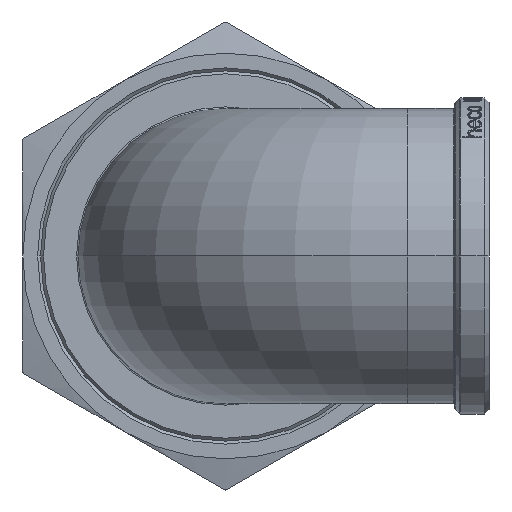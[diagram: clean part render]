
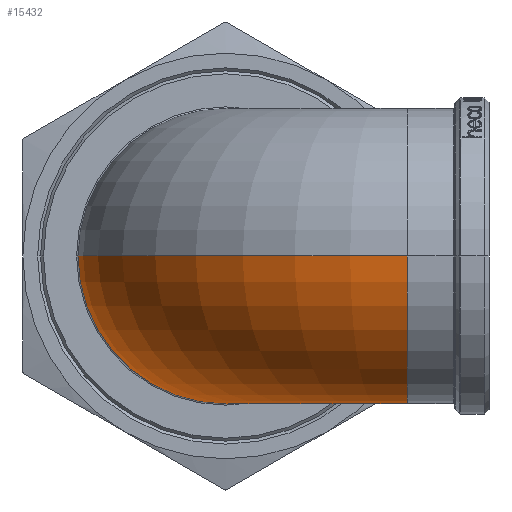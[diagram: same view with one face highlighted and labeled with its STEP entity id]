
A CAD part, left-side view. The second image highlights one B-rep face of the part: STEP entity #15432.
In plain terms, the highlighted toroidal (fillet/blend) face has major radius 34.5 mm and minor radius 28 mm.
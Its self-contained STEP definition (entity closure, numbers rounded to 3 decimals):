
#165 = ORIENTED_EDGE ( 'NONE', *, *, #17290, .F. ) ;
#302 = ORIENTED_EDGE ( 'NONE', *, *, #1990, .T. ) ;
#329 = DIRECTION ( 'NONE',  ( 0., -1., 0. ) ) ;
#398 = DIRECTION ( 'NONE',  ( 0., 1., 0. ) ) ;
#1495 = ORIENTED_EDGE ( 'NONE', *, *, #19327, .F. ) ;
#1715 = VERTEX_POINT ( 'NONE', #1893 ) ;
#1824 = DIRECTION ( 'NONE',  ( 1., 0., 0. ) ) ;
#1893 = CARTESIAN_POINT ( 'NONE',  ( 34.5, 22., 0. ) ) ;
#1990 = EDGE_CURVE ( 'NONE', #15014, #4413, #14413, .T. ) ;
#2220 = CARTESIAN_POINT ( 'NONE',  ( 34.5, 15.5, 0. ) ) ;
#3884 = ORIENTED_EDGE ( 'NONE', *, *, #8041, .F. ) ;
#4325 = CARTESIAN_POINT ( 'NONE',  ( 34.5, 50., 0. ) ) ;
#4413 = VERTEX_POINT ( 'NONE', #13627 ) ;
#4550 = AXIS2_PLACEMENT_3D ( 'NONE', #12597, #13969, #12458 ) ;
#5032 = DIRECTION ( 'NONE',  ( 0., 0., -1. ) ) ;
#5805 = FACE_OUTER_BOUND ( 'NONE', #9747, .T. ) ;
#5880 = AXIS2_PLACEMENT_3D ( 'NONE', #2220, #5032, #15486 ) ;
#5904 = EDGE_CURVE ( 'NONE', #8020, #4413, #15165, .T. ) ;
#5934 = AXIS2_PLACEMENT_3D ( 'NONE', #6415, #329, #13995 ) ;
#6119 = CARTESIAN_POINT ( 'NONE',  ( -28., 15.5, 0. ) ) ;
#6415 = CARTESIAN_POINT ( 'NONE',  ( 0., 15.5, 0. ) ) ;
#7369 = CIRCLE ( 'NONE', #13068, 28. ) ;
#8020 = VERTEX_POINT ( 'NONE', #17738 ) ;
#8041 = EDGE_CURVE ( 'NONE', #1715, #8020, #7369, .T. ) ;
#9216 = CIRCLE ( 'NONE', #5934, 28. ) ;
#9747 = EDGE_LOOP ( 'NONE', ( #1495, #302, #17863, #3884, #165 ) ) ;
#10663 = DIRECTION ( 'NONE',  ( 0., 0., -1. ) ) ;
#12283 = CARTESIAN_POINT ( 'NONE',  ( 34.5, 15.5, 0. ) ) ;
#12458 = DIRECTION ( 'NONE',  ( 0., 1., 0. ) ) ;
#12597 = CARTESIAN_POINT ( 'NONE',  ( 34.5, 15.5, 0. ) ) ;
#13068 = AXIS2_PLACEMENT_3D ( 'NONE', #4325, #17942, #19332 ) ;
#13627 = CARTESIAN_POINT ( 'NONE',  ( 34.5, 78., 0. ) ) ;
#13969 = DIRECTION ( 'NONE',  ( 0., 0., -1. ) ) ;
#13995 = DIRECTION ( 'NONE',  ( -1., 0., 0. ) ) ;
#14413 = CIRCLE ( 'NONE', #4550, 62.5 ) ;
#14968 = DIRECTION ( 'NONE',  ( 0., 1., 0. ) ) ;
#15014 = VERTEX_POINT ( 'NONE', #6119 ) ;
#15151 = CARTESIAN_POINT ( 'NONE',  ( 34.5, 50., 0. ) ) ;
#15165 = CIRCLE ( 'NONE', #15749, 28. ) ;
#15432 = ADVANCED_FACE ( 'NONE', ( #5805 ), #18903, .T. ) ;
#15486 = DIRECTION ( 'NONE',  ( 0., 1., 0. ) ) ;
#15749 = AXIS2_PLACEMENT_3D ( 'NONE', #15151, #1824, #398 ) ;
#16939 = VERTEX_POINT ( 'NONE', #17922 ) ;
#17226 = CIRCLE ( 'NONE', #18701, 6.5 ) ;
#17290 = EDGE_CURVE ( 'NONE', #16939, #1715, #17226, .T. ) ;
#17738 = CARTESIAN_POINT ( 'NONE',  ( 34.5, 50., -28. ) ) ;
#17863 = ORIENTED_EDGE ( 'NONE', *, *, #5904, .F. ) ;
#17922 = CARTESIAN_POINT ( 'NONE',  ( 28., 15.5, 0. ) ) ;
#17942 = DIRECTION ( 'NONE',  ( 1., 0., 0. ) ) ;
#18701 = AXIS2_PLACEMENT_3D ( 'NONE', #12283, #10663, #14968 ) ;
#18903 = TOROIDAL_SURFACE ( 'NONE', #5880, 34.5, 28. ) ;
#19327 = EDGE_CURVE ( 'NONE', #15014, #16939, #9216, .T. ) ;
#19332 = DIRECTION ( 'NONE',  ( 0., 1., 0. ) ) ;
